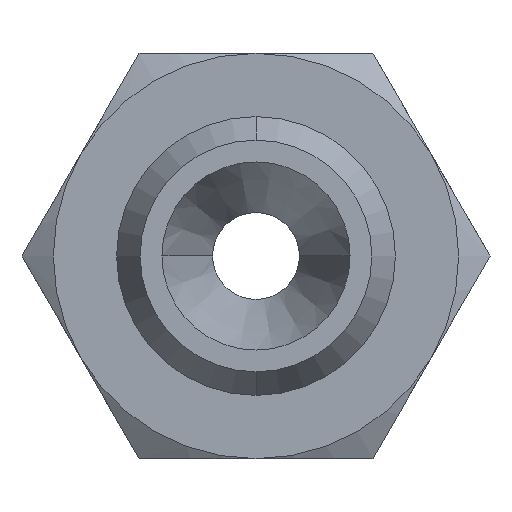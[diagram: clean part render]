
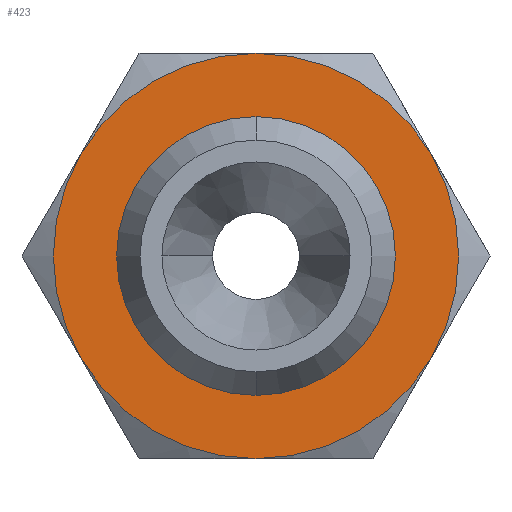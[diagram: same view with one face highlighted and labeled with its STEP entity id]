
A CAD part, front view. The second image highlights one B-rep face of the part: STEP entity #423.
In plain terms, the highlighted planar face has unit normal (0, -1, 0).
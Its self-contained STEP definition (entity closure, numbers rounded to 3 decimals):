
#45 = CIRCLE ( 'NONE', #701, 7. ) ;
#54 = EDGE_CURVE ( 'NONE', #1167, #1009, #1124, .T. ) ;
#114 = VERTEX_POINT ( 'NONE', #758 ) ;
#118 = AXIS2_PLACEMENT_3D ( 'NONE', #850, #438, #1150 ) ;
#192 = EDGE_CURVE ( 'NONE', #662, #447, #951, .T. ) ;
#193 = ORIENTED_EDGE ( 'NONE', *, *, #894, .T. ) ;
#196 = CIRCLE ( 'NONE', #626, 7. ) ;
#212 = EDGE_CURVE ( 'NONE', #1009, #1167, #1170, .T. ) ;
#257 = FACE_BOUND ( 'NONE', #559, .T. ) ;
#271 = EDGE_CURVE ( 'NONE', #114, #1083, #419, .T. ) ;
#272 = CARTESIAN_POINT ( 'NONE',  ( 0., 6., -4.815 ) ) ;
#295 = FACE_OUTER_BOUND ( 'NONE', #814, .T. ) ;
#308 = ORIENTED_EDGE ( 'NONE', *, *, #54, .F. ) ;
#309 = AXIS2_PLACEMENT_3D ( 'NONE', #740, #685, #746 ) ;
#377 = ORIENTED_EDGE ( 'NONE', *, *, #212, .F. ) ;
#406 = CARTESIAN_POINT ( 'NONE',  ( 0., 6., 0. ) ) ;
#419 = CIRCLE ( 'NONE', #511, 7. ) ;
#423 = ADVANCED_FACE ( 'NONE', ( #295, #257 ), #629, .T. ) ;
#438 = DIRECTION ( 'NONE',  ( 0., -1., 0. ) ) ;
#447 = VERTEX_POINT ( 'NONE', #669 ) ;
#458 = VERTEX_POINT ( 'NONE', #738 ) ;
#503 = DIRECTION ( 'NONE',  ( 0., -1., 0. ) ) ;
#511 = AXIS2_PLACEMENT_3D ( 'NONE', #754, #731, #1026 ) ;
#544 = CARTESIAN_POINT ( 'NONE',  ( 0., 6., 0. ) ) ;
#545 = CARTESIAN_POINT ( 'NONE',  ( 7., 6., 0. ) ) ;
#559 = EDGE_LOOP ( 'NONE', ( #308, #377 ) ) ;
#572 = EDGE_CURVE ( 'NONE', #447, #114, #1207, .T. ) ;
#611 = AXIS2_PLACEMENT_3D ( 'NONE', #545, #991, #624 ) ;
#624 = DIRECTION ( 'NONE',  ( 0., 0., -1. ) ) ;
#626 = AXIS2_PLACEMENT_3D ( 'NONE', #1063, #503, #1162 ) ;
#629 = PLANE ( 'NONE',  #611 ) ;
#635 = ORIENTED_EDGE ( 'NONE', *, *, #572, .T. ) ;
#645 = CARTESIAN_POINT ( 'NONE',  ( 0., 6., 4.815 ) ) ;
#662 = VERTEX_POINT ( 'NONE', #1181 ) ;
#668 = DIRECTION ( 'NONE',  ( 0., -1., 0. ) ) ;
#669 = CARTESIAN_POINT ( 'NONE',  ( -6.062, 6., 3.5 ) ) ;
#685 = DIRECTION ( 'NONE',  ( 0., -1., 0. ) ) ;
#701 = AXIS2_PLACEMENT_3D ( 'NONE', #835, #1027, #747 ) ;
#722 = AXIS2_PLACEMENT_3D ( 'NONE', #1144, #1148, #1133 ) ;
#731 = DIRECTION ( 'NONE',  ( 0., -1., 0. ) ) ;
#738 = CARTESIAN_POINT ( 'NONE',  ( 6.062, 6., -3.5 ) ) ;
#740 = CARTESIAN_POINT ( 'NONE',  ( 0., 6., 0. ) ) ;
#746 = DIRECTION ( 'NONE',  ( 0., 0., -1. ) ) ;
#747 = DIRECTION ( 'NONE',  ( 0., 0., -1. ) ) ;
#754 = CARTESIAN_POINT ( 'NONE',  ( 0., 6., 0. ) ) ;
#758 = CARTESIAN_POINT ( 'NONE',  ( -6.062, 6., -3.5 ) ) ;
#761 = CARTESIAN_POINT ( 'NONE',  ( 6.062, 6., 3.5 ) ) ;
#765 = ORIENTED_EDGE ( 'NONE', *, *, #1015, .T. ) ;
#814 = EDGE_LOOP ( 'NONE', ( #765, #983, #193, #977, #635, #1068 ) ) ;
#835 = CARTESIAN_POINT ( 'NONE',  ( 0., 6., 0. ) ) ;
#850 = CARTESIAN_POINT ( 'NONE',  ( 0., 6., 0. ) ) ;
#874 = DIRECTION ( 'NONE',  ( 0., -1., 0. ) ) ;
#894 = EDGE_CURVE ( 'NONE', #1113, #662, #903, .T. ) ;
#903 = CIRCLE ( 'NONE', #1215, 7. ) ;
#931 = CARTESIAN_POINT ( 'NONE',  ( 0., 6., -7. ) ) ;
#951 = CIRCLE ( 'NONE', #118, 7. ) ;
#977 = ORIENTED_EDGE ( 'NONE', *, *, #192, .T. ) ;
#983 = ORIENTED_EDGE ( 'NONE', *, *, #995, .T. ) ;
#991 = DIRECTION ( 'NONE',  ( 0., -1., 0. ) ) ;
#995 = EDGE_CURVE ( 'NONE', #458, #1113, #196, .T. ) ;
#1006 = DIRECTION ( 'NONE',  ( 0., 0., -1. ) ) ;
#1009 = VERTEX_POINT ( 'NONE', #645 ) ;
#1015 = EDGE_CURVE ( 'NONE', #1083, #458, #45, .T. ) ;
#1026 = DIRECTION ( 'NONE',  ( 0., 0., -1. ) ) ;
#1027 = DIRECTION ( 'NONE',  ( 0., -1., 0. ) ) ;
#1063 = CARTESIAN_POINT ( 'NONE',  ( 0., 6., 0. ) ) ;
#1068 = ORIENTED_EDGE ( 'NONE', *, *, #271, .T. ) ;
#1083 = VERTEX_POINT ( 'NONE', #931 ) ;
#1113 = VERTEX_POINT ( 'NONE', #761 ) ;
#1124 = CIRCLE ( 'NONE', #722, 4.815 ) ;
#1133 = DIRECTION ( 'NONE',  ( 0., 0., -1. ) ) ;
#1144 = CARTESIAN_POINT ( 'NONE',  ( 0., 6., 0. ) ) ;
#1148 = DIRECTION ( 'NONE',  ( 0., -1., 0. ) ) ;
#1150 = DIRECTION ( 'NONE',  ( 0., 0., -1. ) ) ;
#1152 = DIRECTION ( 'NONE',  ( 0., 0., -1. ) ) ;
#1162 = DIRECTION ( 'NONE',  ( 0., 0., -1. ) ) ;
#1167 = VERTEX_POINT ( 'NONE', #272 ) ;
#1170 = CIRCLE ( 'NONE', #309, 4.815 ) ;
#1173 = AXIS2_PLACEMENT_3D ( 'NONE', #544, #668, #1006 ) ;
#1181 = CARTESIAN_POINT ( 'NONE',  ( 0., 6., 7. ) ) ;
#1207 = CIRCLE ( 'NONE', #1173, 7. ) ;
#1215 = AXIS2_PLACEMENT_3D ( 'NONE', #406, #874, #1152 ) ;
